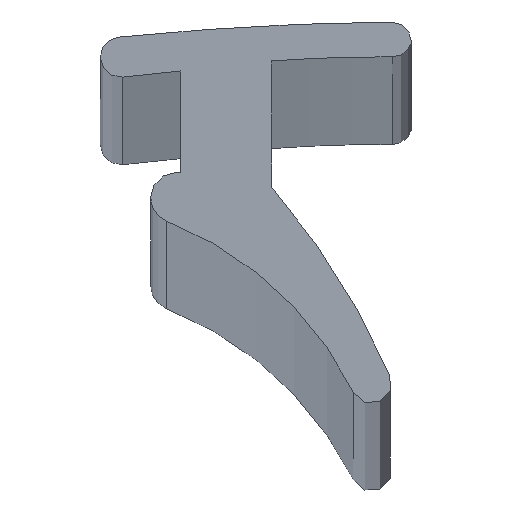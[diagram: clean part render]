
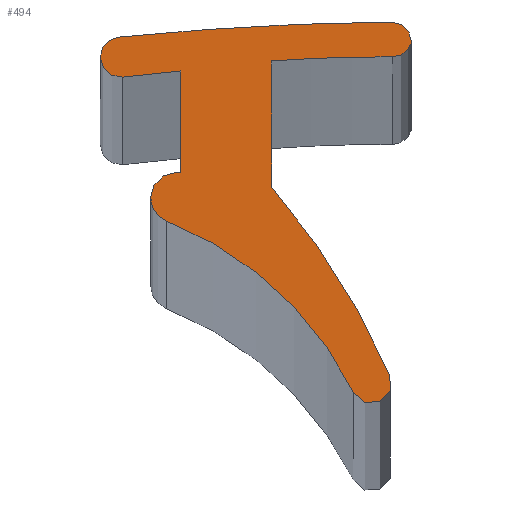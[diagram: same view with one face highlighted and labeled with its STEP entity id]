
A CAD part, top view. The second image highlights one B-rep face of the part: STEP entity #494.
In plain terms, the highlighted planar face has unit normal (0, 0, 1).
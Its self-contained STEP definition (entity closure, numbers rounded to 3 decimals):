
#1 = CIRCLE ( 'NONE', #320, 30. ) ;
#9 = CARTESIAN_POINT ( 'NONE',  ( 1.8, -2.3, 1000. ) ) ;
#18 = CARTESIAN_POINT ( 'NONE',  ( -1.2, 0.276, 1000. ) ) ;
#22 = CARTESIAN_POINT ( 'NONE',  ( 0., -2.024, 1000. ) ) ;
#24 = DIRECTION ( 'NONE',  ( 0., 0., 1. ) ) ;
#27 = LINE ( 'NONE', #237, #316 ) ;
#31 = CARTESIAN_POINT ( 'NONE',  ( 4.2, 0.576, 1000. ) ) ;
#40 = DIRECTION ( 'NONE',  ( 0., 0., 1. ) ) ;
#54 = CIRCLE ( 'NONE', #359, 0.4 ) ;
#55 = ORIENTED_EDGE ( 'NONE', *, *, #532, .T. ) ;
#60 = DIRECTION ( 'NONE',  ( 1., 0., 0. ) ) ;
#64 = ORIENTED_EDGE ( 'NONE', *, *, #248, .T. ) ;
#70 = DIRECTION ( 'NONE',  ( 0., 0., -1. ) ) ;
#90 = ORIENTED_EDGE ( 'NONE', *, *, #541, .T. ) ;
#92 = VERTEX_POINT ( 'NONE', #145 ) ;
#93 = CARTESIAN_POINT ( 'NONE',  ( 4.803, -59.021, 1000. ) ) ;
#94 = VERTEX_POINT ( 'NONE', #462 ) ;
#95 = VERTEX_POINT ( 'NONE', #185 ) ;
#98 = CARTESIAN_POINT ( 'NONE',  ( -0.1, -2.024, 1000. ) ) ;
#99 = DIRECTION ( 'NONE',  ( 0., 0., 1. ) ) ;
#108 = CARTESIAN_POINT ( 'NONE',  ( 4.6, 0.576, 1000. ) ) ;
#122 = CARTESIAN_POINT ( 'NONE',  ( 4.014, -29.718, 1000. ) ) ;
#135 = CARTESIAN_POINT ( 'NONE',  ( -0.1, -2.524, 1000. ) ) ;
#137 = VERTEX_POINT ( 'NONE', #98 ) ;
#140 = DIRECTION ( 'NONE',  ( 1., 0., 0. ) ) ;
#143 = CIRCLE ( 'NONE', #340, 15. ) ;
#145 = CARTESIAN_POINT ( 'NONE',  ( 1.8, 0.2, 1000. ) ) ;
#154 = DIRECTION ( 'NONE',  ( -1., 0., 0. ) ) ;
#155 = CIRCLE ( 'NONE', #330, 0.5 ) ;
#159 = CARTESIAN_POINT ( 'NONE',  ( 0., 0., 1000. ) ) ;
#160 = DIRECTION ( 'NONE',  ( 0., 0., 1. ) ) ;
#162 = DIRECTION ( 'NONE',  ( 0.995, 0.105, 0. ) ) ;
#164 = DIRECTION ( 'NONE',  ( -1., 0., 0. ) ) ;
#168 = CARTESIAN_POINT ( 'NONE',  ( 3.442, -6.401, 1000. ) ) ;
#172 = ORIENTED_EDGE ( 'NONE', *, *, #495, .T. ) ;
#175 = DIRECTION ( 'NONE',  ( 1., 0., 0. ) ) ;
#177 = CARTESIAN_POINT ( 'NONE',  ( -1.2, 0.276, 1000. ) ) ;
#178 = ORIENTED_EDGE ( 'NONE', *, *, #448, .T. ) ;
#181 = CIRCLE ( 'NONE', #376, 0.5 ) ;
#183 = VERTEX_POINT ( 'NONE', #206 ) ;
#184 = CIRCLE ( 'NONE', #292, 0.4 ) ;
#185 = CARTESIAN_POINT ( 'NONE',  ( -1.6, 0.276, 1000. ) ) ;
#191 = VERTEX_POINT ( 'NONE', #168 ) ;
#192 = ORIENTED_EDGE ( 'NONE', *, *, #499, .T. ) ;
#193 = VERTEX_POINT ( 'NONE', #486 ) ;
#201 = ORIENTED_EDGE ( 'NONE', *, *, #512, .T. ) ;
#206 = CARTESIAN_POINT ( 'NONE',  ( 4.166, -6.064, 1000. ) ) ;
#208 = CIRCLE ( 'NONE', #314, 7. ) ;
#213 = DIRECTION ( 'NONE',  ( 1., 0., 0. ) ) ;
#218 = ORIENTED_EDGE ( 'NONE', *, *, #547, .T. ) ;
#229 = EDGE_CURVE ( 'NONE', #312, #497, #468, .T. ) ;
#233 = DIRECTION ( 'NONE',  ( 0., 0., 1. ) ) ;
#237 = CARTESIAN_POINT ( 'NONE',  ( 0., 0., 1000. ) ) ;
#242 = CARTESIAN_POINT ( 'NONE',  ( 4.214, 0.681, 1000. ) ) ;
#244 = CARTESIAN_POINT ( 'NONE',  ( -2.831, -9.509, 1000. ) ) ;
#248 = EDGE_CURVE ( 'NONE', #497, #94, #27, .T. ) ;
#249 = ORIENTED_EDGE ( 'NONE', *, *, #579, .T. ) ;
#252 = VERTEX_POINT ( 'NONE', #572 ) ;
#257 = CARTESIAN_POINT ( 'NONE',  ( -1.24, 0.674, 1000. ) ) ;
#260 = AXIS2_PLACEMENT_3D ( 'NONE', #18, #306, #60 ) ;
#272 = CIRCLE ( 'NONE', #367, 0.4 ) ;
#274 = ORIENTED_EDGE ( 'NONE', *, *, #513, .T. ) ;
#275 = PLANE ( 'NONE',  #335 ) ;
#278 = CARTESIAN_POINT ( 'NONE',  ( -1.158, -0.122, 1000. ) ) ;
#280 = CARTESIAN_POINT ( 'NONE',  ( -0.1, -2.524, 1000. ) ) ;
#284 = DIRECTION ( 'NONE',  ( -1., 0., 0. ) ) ;
#289 = DIRECTION ( 'NONE',  ( -1., 0., 0. ) ) ;
#292 = AXIS2_PLACEMENT_3D ( 'NONE', #356, #99, #418 ) ;
#299 = ORIENTED_EDGE ( 'NONE', *, *, #522, .T. ) ;
#306 = DIRECTION ( 'NONE',  ( 0., 0., 1. ) ) ;
#312 = VERTEX_POINT ( 'NONE', #278 ) ;
#314 = AXIS2_PLACEMENT_3D ( 'NONE', #244, #586, #289 ) ;
#316 = VECTOR ( 'NONE', #323, 1000. ) ;
#318 = AXIS2_PLACEMENT_3D ( 'NONE', #242, #583, #284 ) ;
#320 = AXIS2_PLACEMENT_3D ( 'NONE', #122, #439, #164 ) ;
#321 = CARTESIAN_POINT ( 'NONE',  ( 0., 0., 1000. ) ) ;
#323 = DIRECTION ( 'NONE',  ( 0., -1., 0. ) ) ;
#325 = LINE ( 'NONE', #22, #578 ) ;
#327 = DIRECTION ( 'NONE',  ( 1., 0., 0. ) ) ;
#330 = AXIS2_PLACEMENT_3D ( 'NONE', #280, #40, #327 ) ;
#332 = VECTOR ( 'NONE', #162, 1000. ) ;
#333 = AXIS2_PLACEMENT_3D ( 'NONE', #433, #160, #473 ) ;
#335 = AXIS2_PLACEMENT_3D ( 'NONE', #31, #70, #375 ) ;
#340 = AXIS2_PLACEMENT_3D ( 'NONE', #521, #233, #571 ) ;
#347 = ORIENTED_EDGE ( 'NONE', *, *, #229, .T. ) ;
#350 = ORIENTED_EDGE ( 'NONE', *, *, #459, .T. ) ;
#351 = FACE_OUTER_BOUND ( 'NONE', #408, .T. ) ;
#356 = CARTESIAN_POINT ( 'NONE',  ( 3.8, -6.224, 1000. ) ) ;
#359 = AXIS2_PLACEMENT_3D ( 'NONE', #501, #24, #154 ) ;
#365 = AXIS2_PLACEMENT_3D ( 'NONE', #93, #407, #140 ) ;
#367 = AXIS2_PLACEMENT_3D ( 'NONE', #177, #500, #213 ) ;
#375 = DIRECTION ( 'NONE',  ( -1., 0., 0. ) ) ;
#376 = AXIS2_PLACEMENT_3D ( 'NONE', #135, #450, #175 ) ;
#391 = CIRCLE ( 'NONE', #365, 60. ) ;
#407 = DIRECTION ( 'NONE',  ( 0., 0., 1. ) ) ;
#408 = EDGE_LOOP ( 'NONE', ( #274, #299, #478, #566, #350, #218, #347, #64, #249, #178, #201, #55, #90, #172, #192 ) ) ;
#418 = DIRECTION ( 'NONE',  ( 1., 0., 0. ) ) ;
#429 = VERTEX_POINT ( 'NONE', #108 ) ;
#433 = CARTESIAN_POINT ( 'NONE',  ( -38.18, -1.05, 1000. ) ) ;
#439 = DIRECTION ( 'NONE',  ( 0., 0., -1. ) ) ;
#443 = CARTESIAN_POINT ( 'NONE',  ( 4.196, 0.976, 1000. ) ) ;
#448 = EDGE_CURVE ( 'NONE', #137, #465, #181, .T. ) ;
#450 = DIRECTION ( 'NONE',  ( 0., 0., 1. ) ) ;
#459 = EDGE_CURVE ( 'NONE', #482, #95, #272, .T. ) ;
#461 = CIRCLE ( 'NONE', #318, 0.4 ) ;
#462 = CARTESIAN_POINT ( 'NONE',  ( 0., -2.024, 1000. ) ) ;
#465 = VERTEX_POINT ( 'NONE', #551 ) ;
#468 = LINE ( 'NONE', #321, #332 ) ;
#469 = EDGE_CURVE ( 'NONE', #536, #482, #391, .T. ) ;
#470 = CIRCLE ( 'NONE', #333, 40. ) ;
#471 = EDGE_CURVE ( 'NONE', #429, #536, #54, .T. ) ;
#472 = VERTEX_POINT ( 'NONE', #9 ) ;
#473 = DIRECTION ( 'NONE',  ( -1., 0., 0. ) ) ;
#478 = ORIENTED_EDGE ( 'NONE', *, *, #471, .T. ) ;
#482 = VERTEX_POINT ( 'NONE', #257 ) ;
#486 = CARTESIAN_POINT ( 'NONE',  ( 4.211, 0.281, 1000. ) ) ;
#494 = ADVANCED_FACE ( 'NONE', ( #351 ), #275, .F. ) ;
#495 = EDGE_CURVE ( 'NONE', #183, #472, #143, .T. ) ;
#497 = VERTEX_POINT ( 'NONE', #159 ) ;
#498 = CIRCLE ( 'NONE', #260, 0.4 ) ;
#499 = EDGE_CURVE ( 'NONE', #472, #92, #470, .T. ) ;
#500 = DIRECTION ( 'NONE',  ( 0., 0., 1. ) ) ;
#501 = CARTESIAN_POINT ( 'NONE',  ( 4.2, 0.576, 1000. ) ) ;
#512 = EDGE_CURVE ( 'NONE', #465, #252, #155, .T. ) ;
#513 = EDGE_CURVE ( 'NONE', #92, #193, #1, .T. ) ;
#521 = CARTESIAN_POINT ( 'NONE',  ( -9.575, -12.078, 1000. ) ) ;
#522 = EDGE_CURVE ( 'NONE', #193, #429, #461, .T. ) ;
#526 = DIRECTION ( 'NONE',  ( -1., 0., 0. ) ) ;
#532 = EDGE_CURVE ( 'NONE', #252, #191, #208, .T. ) ;
#536 = VERTEX_POINT ( 'NONE', #443 ) ;
#541 = EDGE_CURVE ( 'NONE', #191, #183, #184, .T. ) ;
#547 = EDGE_CURVE ( 'NONE', #95, #312, #498, .T. ) ;
#551 = CARTESIAN_POINT ( 'NONE',  ( -0.6, -2.524, 1000. ) ) ;
#566 = ORIENTED_EDGE ( 'NONE', *, *, #469, .T. ) ;
#571 = DIRECTION ( 'NONE',  ( 1., 0., 0. ) ) ;
#572 = CARTESIAN_POINT ( 'NONE',  ( -0.282, -2.99, 1000. ) ) ;
#578 = VECTOR ( 'NONE', #526, 1000. ) ;
#579 = EDGE_CURVE ( 'NONE', #94, #137, #325, .T. ) ;
#583 = DIRECTION ( 'NONE',  ( 0., 0., 1. ) ) ;
#586 = DIRECTION ( 'NONE',  ( 0., 0., -1. ) ) ;
